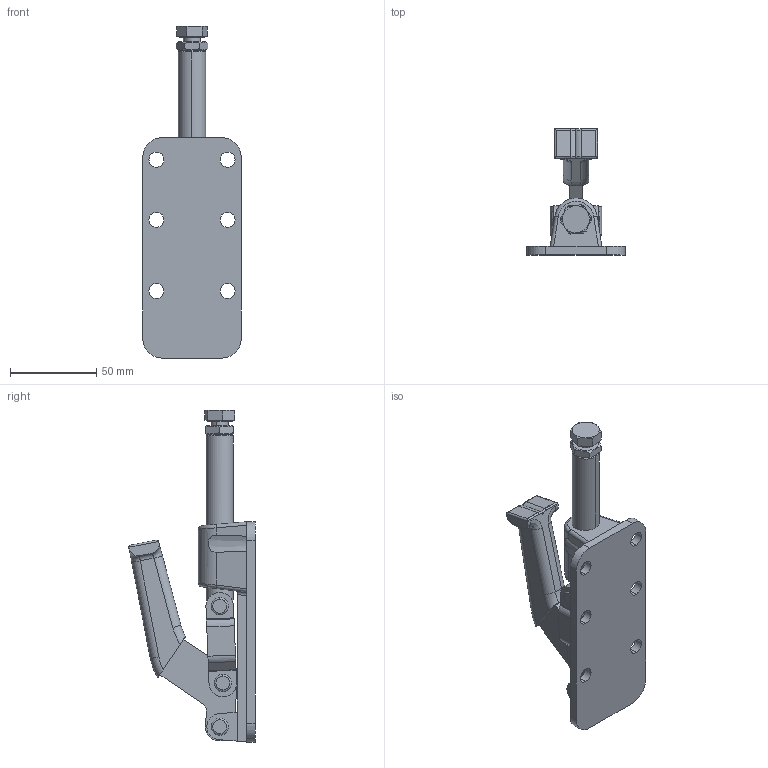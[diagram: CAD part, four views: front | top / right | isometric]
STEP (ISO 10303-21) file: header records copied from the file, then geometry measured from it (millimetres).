
FILE_DESCRIPTION (( 'STEP AP203' ), '1' );
FILE_NAME ('HS-36330M 装配体.STEP', '2018-12-07T04:11:54', ( 'PCOS' ), ( '微软中国' ), 'SwSTEP 2.0', 'SolidWorks 2012', '' );
FILE_SCHEMA (( 'CONFIG_CONTROL_DESIGN' ));
Length unit declared in the file: millimetre
Products named in the file (11): HS-36330M 蚾饜极; hex thin nuts-grades ab-chamfered gb_GB_FASTENER_NUT_STNAB M10-N; hexagon head bolts-full thread gb_GB_FASTENER_BOLT_STBAB A M10X35-C; 忒梟; 挴裝; 种3; 种2; 种1; 忒參; 蟀裝; 菁釱
Assembly tree (11 placements, depth 2):
  HS-36330M 蚾饜极
    菁釱
    蟀裝  x2
    忒參
    种1
    种2
    种3
    挴裝
    忒梟
    hexagon head bolts-full thread gb_GB_FASTENER_BOLT_STBAB A M10X35-C
    hex thin nuts-grades ab-chamfered gb_GB_FASTENER_NUT_STNAB M10-N
Bounding box: 57 x 73.36 x 192.68 mm (x, y, z)
Volume: 128795.5 mm3; surface area: 49091.4 mm2
Topology: 11 solids, 11 shells, 694 faces, 1800 edges, 1159 vertices
Faces by surface type: plane 322, bspline 181, cylinder 145, cone 26, torus 20
Entity records: 29313 total; most frequent: CARTESIAN_POINT 13196, ORIENTED_EDGE 3420, DIRECTION 2527, EDGE_CURVE 1710, VERTEX_POINT 1111, LINE 971, VECTOR 971, AXIS2_PLACEMENT_3D 778
